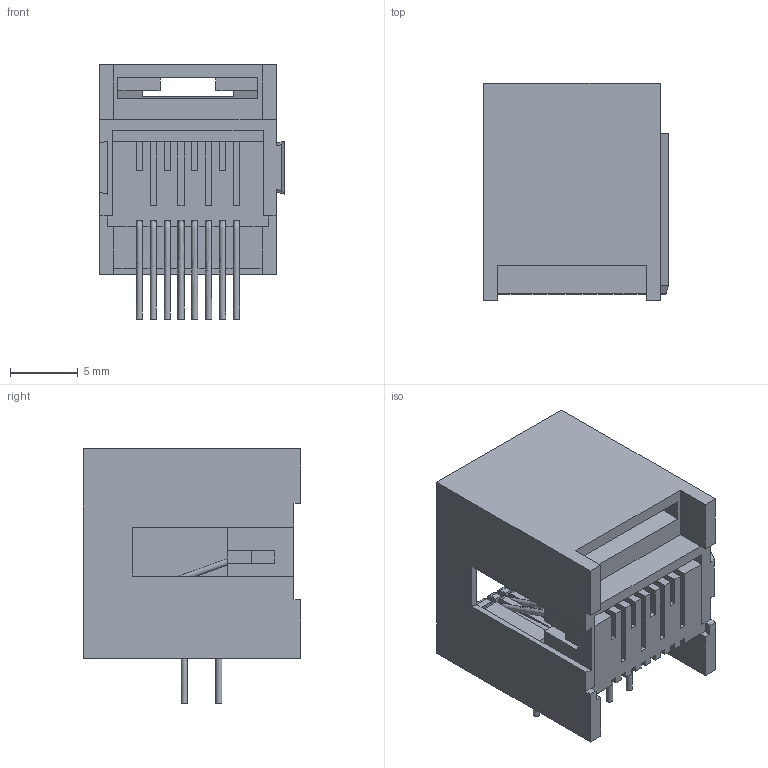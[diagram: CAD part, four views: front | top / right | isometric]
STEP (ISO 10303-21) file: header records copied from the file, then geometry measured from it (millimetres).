
FILE_DESCRIPTION(/* description */ ('Unknown'),/* implementation_level */ '2;1');
FILE_NAME(/* name */ 'J_Wurth_WR-MJ_615008149521M',/* time_stamp */ '2025-07-01T15:29:45+08:00',/* author */ ('Unknown'),/* organization */ ('Unknown'),/* preprocessor_version */ 'ST-DEVELOPER v19.4',/* originating_system */ 'Solid Edge',/* authorisation */ 'Unknown');
FILE_SCHEMA (('AUTOMOTIVE_DESIGN {1 0 10303 214 3 1 1}'));
Length unit declared in the file: millimetre
Products named in the file (2): J_Wurth_WR-MJ_615008149521M
Assembly tree (1 placements, depth 2):
  J_Wurth_WR-MJ_615008149521M
    J_Wurth_WR-MJ_615008149521M
Bounding box: 13.6 x 16 x 18.7 mm (x, y, z)
Volume: 1404.7 mm3; surface area: 3178.7 mm2
Topology: 10 solids, 10 shells, 343 faces, 1024 edges, 680 vertices
Faces by surface type: plane 300, cylinder 35, bspline 8
Entity records: 18705 total; most frequent: CARTESIAN_POINT 9313, ORIENTED_EDGE 2032, DIRECTION 1778, EDGE_CURVE 1016, LINE 928, VECTOR 928, VERTEX_POINT 680, AXIS2_PLACEMENT_3D 425
